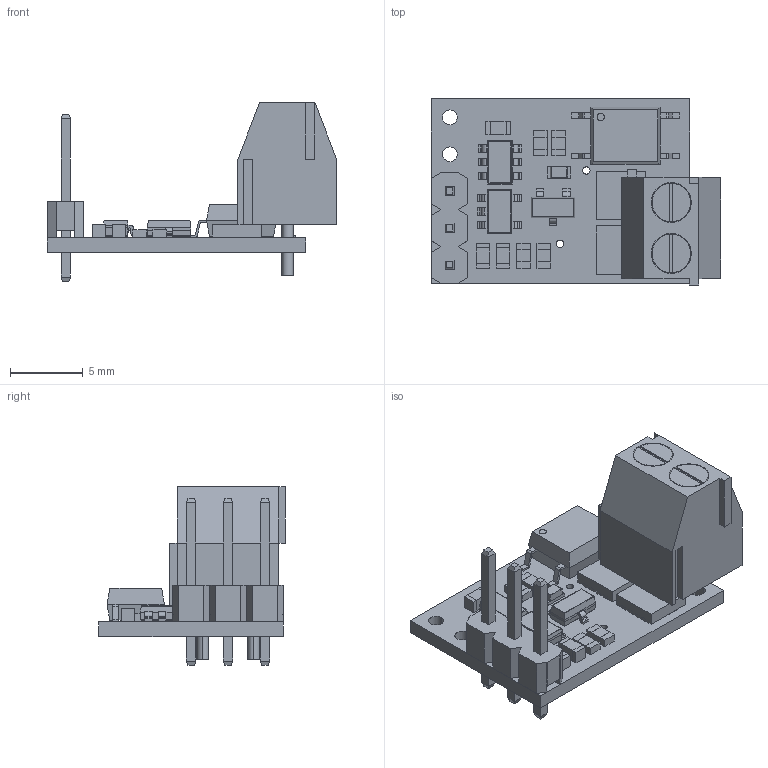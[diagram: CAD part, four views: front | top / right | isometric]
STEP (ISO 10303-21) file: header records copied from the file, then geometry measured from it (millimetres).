
FILE_DESCRIPTION (( 'STEP AP214' ), '1' );
FILE_NAME ('pololu-rc-switch-with-isolated-solid-state-relay-switch-spst.step', '2025-07-01T20:32:28', ( '' ), ( '' ), 'SwSTEP 2.0', 'SolidWorks 2025', '' );
FILE_SCHEMA (( 'AUTOMOTIVE_DESIGN' ));
Length unit declared in the file: millimetre
Products named in the file (1): pololu-rc-switch-with-isolated-solid-state-relay-switch-spst
Bounding box: 19.91 x 12.82 x 12.3 mm (x, y, z)
Volume: 650.4 mm3; surface area: 1495.1 mm2
Topology: 3 solids, 3 shells, 1165 faces, 3159 edges, 2044 vertices
Faces by surface type: plane 848, bspline 185, cylinder 132
Entity records: 55600 total; most frequent: CARTESIAN_POINT 14624, ORIENTED_EDGE 6318, DIRECTION 4913, EDGE_CURVE 3159, LINE 2511, VECTOR 2511, VERTEX_POINT 2044, EDGE_LOOP 1273
